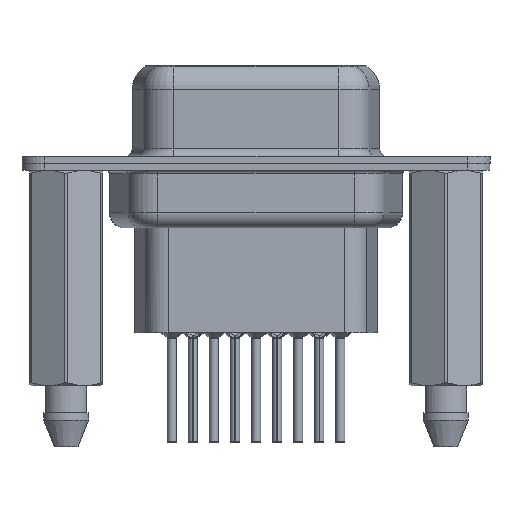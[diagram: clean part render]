
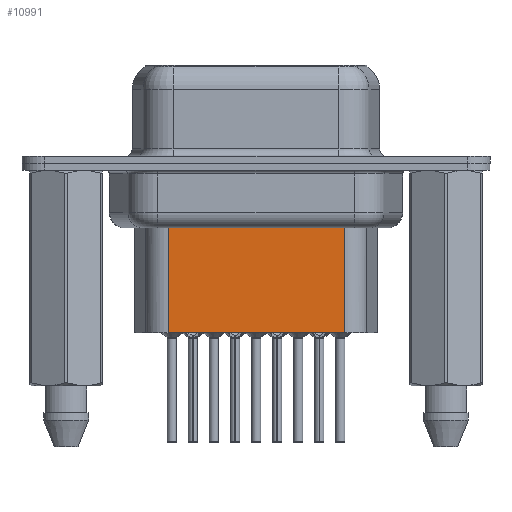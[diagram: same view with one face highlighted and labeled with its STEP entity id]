
A CAD part, front view. The second image highlights one B-rep face of the part: STEP entity #10991.
In plain terms, the highlighted planar face has unit normal (0, -1, 0).
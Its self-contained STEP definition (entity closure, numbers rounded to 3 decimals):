
#1062 = CARTESIAN_POINT ( 'NONE',  ( 6.706, -3.5, -11.15 ) ) ;
#2560 = LINE ( 'NONE', #1062, #9134 ) ;
#2579 = DIRECTION ( 'NONE',  ( -1., 0., 0. ) ) ;
#2757 = VERTEX_POINT ( 'NONE', #17841 ) ;
#3164 = EDGE_CURVE ( 'NONE', #18959, #7639, #2560, .T. ) ;
#3304 = EDGE_CURVE ( 'NONE', #2757, #7639, #10581, .T. ) ;
#3967 = ORIENTED_EDGE ( 'NONE', *, *, #5108, .F. ) ;
#4490 = CARTESIAN_POINT ( 'NONE',  ( 6.706, -3.5, -3.1 ) ) ;
#4491 = DIRECTION ( 'NONE',  ( 0., 0., -1. ) ) ;
#4608 = PLANE ( 'NONE',  #16701 ) ;
#5108 = EDGE_CURVE ( 'NONE', #16004, #18959, #20352, .T. ) ;
#5510 = ORIENTED_EDGE ( 'NONE', *, *, #8875, .T. ) ;
#5984 = CARTESIAN_POINT ( 'NONE',  ( 18.294, -3.5, -3.1 ) ) ;
#6612 = ORIENTED_EDGE ( 'NONE', *, *, #3304, .T. ) ;
#6711 = CARTESIAN_POINT ( 'NONE',  ( 18.294, -3.5, -11.15 ) ) ;
#7480 = DIRECTION ( 'NONE',  ( 0., 0., -1. ) ) ;
#7639 = VERTEX_POINT ( 'NONE', #12507 ) ;
#8875 = EDGE_CURVE ( 'NONE', #16004, #2757, #21794, .T. ) ;
#9134 = VECTOR ( 'NONE', #13486, 1000. ) ;
#10166 = VECTOR ( 'NONE', #7480, 1000. ) ;
#10581 = LINE ( 'NONE', #21169, #10166 ) ;
#10991 = ADVANCED_FACE ( 'NONE', ( #16897 ), #4608, .T. ) ;
#11897 = EDGE_LOOP ( 'NONE', ( #3967, #5510, #6612, #15094 ) ) ;
#12507 = CARTESIAN_POINT ( 'NONE',  ( 6.706, -3.5, -11.15 ) ) ;
#13037 = CARTESIAN_POINT ( 'NONE',  ( 6.459, -3.5, -4.097 ) ) ;
#13486 = DIRECTION ( 'NONE',  ( -1., 0., 0. ) ) ;
#15094 = ORIENTED_EDGE ( 'NONE', *, *, #3164, .F. ) ;
#15774 = VECTOR ( 'NONE', #4491, 1000. ) ;
#16004 = VERTEX_POINT ( 'NONE', #19642 ) ;
#16701 = AXIS2_PLACEMENT_3D ( 'NONE', #4490, #18285, #21629 ) ;
#16897 = FACE_OUTER_BOUND ( 'NONE', #11897, .T. ) ;
#17056 = VECTOR ( 'NONE', #2579, 1000. ) ;
#17841 = CARTESIAN_POINT ( 'NONE',  ( 6.706, -3.5, -4.097 ) ) ;
#18285 = DIRECTION ( 'NONE',  ( 0., -1., 0. ) ) ;
#18959 = VERTEX_POINT ( 'NONE', #6711 ) ;
#19642 = CARTESIAN_POINT ( 'NONE',  ( 18.294, -3.5, -4.097 ) ) ;
#20352 = LINE ( 'NONE', #5984, #15774 ) ;
#21169 = CARTESIAN_POINT ( 'NONE',  ( 6.706, -3.5, -3.1 ) ) ;
#21629 = DIRECTION ( 'NONE',  ( 1., 0., 0. ) ) ;
#21794 = LINE ( 'NONE', #13037, #17056 ) ;
